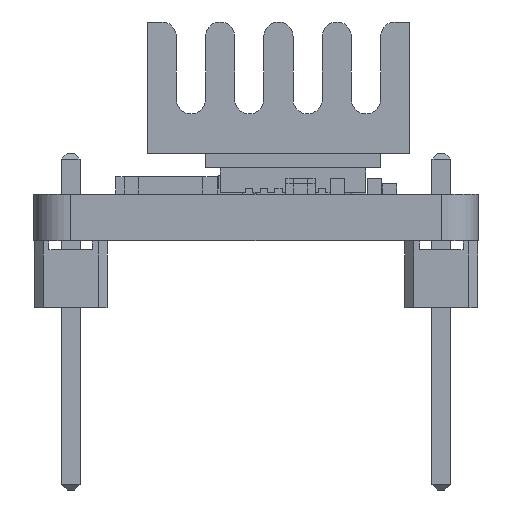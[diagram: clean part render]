
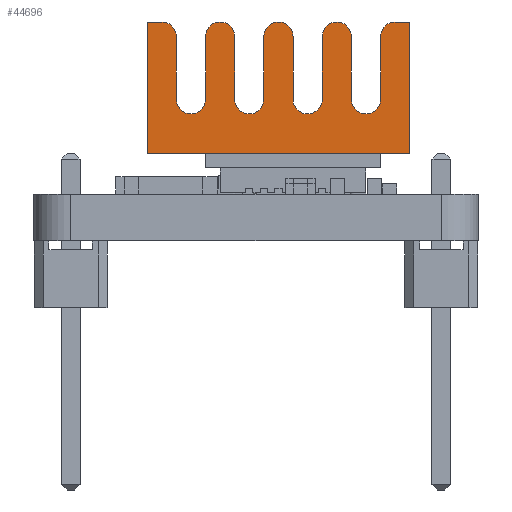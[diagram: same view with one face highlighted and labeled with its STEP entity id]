
A CAD part, left-side view. The second image highlights one B-rep face of the part: STEP entity #44696.
In plain terms, the highlighted face is planar.
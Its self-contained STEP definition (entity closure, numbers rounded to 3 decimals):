
#43836=DIRECTION('',(0.,1.,0.));
#43837=VECTOR('',#43836,4.5);
#43838=CARTESIAN_POINT('',(4.5,0.5,-4.5));
#43839=LINE('',#43838,#43837);
#43843=DIRECTION('',(-1.,0.,0.));
#43844=VECTOR('',#43843,9.);
#43845=CARTESIAN_POINT('',(4.5,0.5,-4.5));
#43846=LINE('',#43845,#43844);
#43850=DIRECTION('',(1.,0.,0.));
#43851=VECTOR('',#43850,0.5);
#43852=CARTESIAN_POINT('',(4.,5.,-4.5));
#43853=LINE('',#43852,#43851);
#43857=CARTESIAN_POINT('',(4.,4.5,-4.5));
#43858=DIRECTION('',(0.,0.,-1.));
#43859=DIRECTION('',(-1.,0.,0.));
#43860=AXIS2_PLACEMENT_3D('',#43857,#43858,#43859);
#43865=CARTESIAN_POINT('',(3.,2.35,-4.5));
#43866=DIRECTION('',(0.,0.,1.));
#43867=DIRECTION('',(0.,-1.,0.));
#43868=AXIS2_PLACEMENT_3D('',#43865,#43866,#43867);
#43873=CARTESIAN_POINT('',(3.,2.35,-4.5));
#43874=DIRECTION('',(0.,0.,1.));
#43875=DIRECTION('',(-1.,0.,0.));
#43876=AXIS2_PLACEMENT_3D('',#43873,#43874,#43875);
#43881=DIRECTION('',(0.,-1.,0.));
#43882=VECTOR('',#43881,2.15);
#43883=CARTESIAN_POINT('',(2.5,4.5,-4.5));
#43884=LINE('',#43883,#43882);
#43888=CARTESIAN_POINT('',(2.,4.5,-4.5));
#43889=DIRECTION('',(0.,0.,-1.));
#43890=DIRECTION('',(0.,1.,0.));
#43891=AXIS2_PLACEMENT_3D('',#43888,#43889,#43890);
#43896=CARTESIAN_POINT('',(2.,4.5,-4.5));
#43897=DIRECTION('',(0.,0.,-1.));
#43898=DIRECTION('',(-1.,0.,0.));
#43899=AXIS2_PLACEMENT_3D('',#43896,#43897,#43898);
#43904=CARTESIAN_POINT('',(1.,2.35,-4.5));
#43905=DIRECTION('',(0.,0.,1.));
#43906=DIRECTION('',(0.,-1.,0.));
#43907=AXIS2_PLACEMENT_3D('',#43904,#43905,#43906);
#43912=CARTESIAN_POINT('',(1.,2.35,-4.5));
#43913=DIRECTION('',(0.,0.,1.));
#43914=DIRECTION('',(-1.,0.,0.));
#43915=AXIS2_PLACEMENT_3D('',#43912,#43913,#43914);
#43920=DIRECTION('',(0.,-1.,0.));
#43921=VECTOR('',#43920,2.15);
#43922=CARTESIAN_POINT('',(0.5,4.5,-4.5));
#43923=LINE('',#43922,#43921);
#43927=CARTESIAN_POINT('',(0.,4.5,-4.5));
#43928=DIRECTION('',(0.,0.,-1.));
#43929=DIRECTION('',(0.,1.,0.));
#43930=AXIS2_PLACEMENT_3D('',#43927,#43928,#43929);
#43935=CARTESIAN_POINT('',(0.,4.5,-4.5));
#43936=DIRECTION('',(0.,0.,-1.));
#43937=DIRECTION('',(-1.,0.,0.));
#43938=AXIS2_PLACEMENT_3D('',#43935,#43936,#43937);
#43943=CARTESIAN_POINT('',(-1.,2.35,-4.5));
#43944=DIRECTION('',(0.,0.,1.));
#43945=DIRECTION('',(0.,-1.,0.));
#43946=AXIS2_PLACEMENT_3D('',#43943,#43944,#43945);
#43951=CARTESIAN_POINT('',(-1.,2.35,-4.5));
#43952=DIRECTION('',(0.,0.,1.));
#43953=DIRECTION('',(-1.,0.,0.));
#43954=AXIS2_PLACEMENT_3D('',#43951,#43952,#43953);
#43959=DIRECTION('',(0.,-1.,0.));
#43960=VECTOR('',#43959,2.15);
#43961=CARTESIAN_POINT('',(-1.5,4.5,-4.5));
#43962=LINE('',#43961,#43960);
#43966=CARTESIAN_POINT('',(-2.,4.5,-4.5));
#43967=DIRECTION('',(0.,0.,-1.));
#43968=DIRECTION('',(0.,1.,0.));
#43969=AXIS2_PLACEMENT_3D('',#43966,#43967,#43968);
#43974=CARTESIAN_POINT('',(-2.,4.5,-4.5));
#43975=DIRECTION('',(0.,0.,-1.));
#43976=DIRECTION('',(-1.,0.,0.));
#43977=AXIS2_PLACEMENT_3D('',#43974,#43975,#43976);
#43982=CARTESIAN_POINT('',(-3.,2.35,-4.5));
#43983=DIRECTION('',(0.,0.,1.));
#43984=DIRECTION('',(0.,-1.,0.));
#43985=AXIS2_PLACEMENT_3D('',#43982,#43983,#43984);
#43990=CARTESIAN_POINT('',(-3.,2.35,-4.5));
#43991=DIRECTION('',(0.,0.,1.));
#43992=DIRECTION('',(-1.,0.,0.));
#43993=AXIS2_PLACEMENT_3D('',#43990,#43991,#43992);
#43998=DIRECTION('',(0.,-1.,0.));
#43999=VECTOR('',#43998,2.15);
#44000=CARTESIAN_POINT('',(-3.5,4.5,-4.5));
#44001=LINE('',#44000,#43999);
#44005=CARTESIAN_POINT('',(-4.,4.5,-4.5));
#44006=DIRECTION('',(0.,0.,-1.));
#44007=DIRECTION('',(0.,1.,0.));
#44008=AXIS2_PLACEMENT_3D('',#44005,#44006,#44007);
#44013=DIRECTION('',(1.,0.,0.));
#44014=VECTOR('',#44013,0.5);
#44015=CARTESIAN_POINT('',(-4.5,5.,-4.5));
#44016=LINE('',#44015,#44014);
#44020=DIRECTION('',(0.,1.,0.));
#44021=VECTOR('',#44020,4.5);
#44022=CARTESIAN_POINT('',(-4.5,0.5,-4.5));
#44023=LINE('',#44022,#44021);
#44041=DIRECTION('',(0.,-1.,0.));
#44042=VECTOR('',#44041,2.15);
#44043=CARTESIAN_POINT('',(3.5,4.5,-4.5));
#44044=LINE('',#44043,#44042);
#44097=DIRECTION('',(0.,-1.,0.));
#44098=VECTOR('',#44097,2.15);
#44099=CARTESIAN_POINT('',(1.5,4.5,-4.5));
#44100=LINE('',#44099,#44098);
#44153=DIRECTION('',(0.,-1.,0.));
#44154=VECTOR('',#44153,2.15);
#44155=CARTESIAN_POINT('',(-0.5,4.5,-4.5));
#44156=LINE('',#44155,#44154);
#44188=DIRECTION('',(0.,-1.,0.));
#44189=VECTOR('',#44188,2.15);
#44190=CARTESIAN_POINT('',(-2.5,4.5,-4.5));
#44191=LINE('',#44190,#44189);
#44318=CARTESIAN_POINT('',(1.,1.85,-4.5));
#44320=VERTEX_POINT('',#44318);
#44326=CARTESIAN_POINT('',(3.5,4.5,-4.5));
#44328=VERTEX_POINT('',#44326);
#44331=CARTESIAN_POINT('',(-2.5,2.35,-4.5));
#44333=VERTEX_POINT('',#44331);
#44334=CARTESIAN_POINT('',(0.,5.,-4.5));
#44335=CARTESIAN_POINT('',(0.5,4.5,-4.5));
#44336=VERTEX_POINT('',#44334);
#44337=VERTEX_POINT('',#44335);
#44338=CARTESIAN_POINT('',(-2.5,4.5,-4.5));
#44340=VERTEX_POINT('',#44338);
#44346=CARTESIAN_POINT('',(-1.5,2.35,-4.5));
#44347=CARTESIAN_POINT('',(-1.,1.85,-4.5));
#44348=VERTEX_POINT('',#44346);
#44349=VERTEX_POINT('',#44347);
#44354=CARTESIAN_POINT('',(3.5,2.35,-4.5));
#44355=VERTEX_POINT('',#44354);
#44356=CARTESIAN_POINT('',(-2.,5.,-4.5));
#44357=VERTEX_POINT('',#44356);
#44358=CARTESIAN_POINT('',(-0.5,4.5,-4.5));
#44359=CARTESIAN_POINT('',(-0.5,2.35,-4.5));
#44360=VERTEX_POINT('',#44358);
#44361=VERTEX_POINT('',#44359);
#44370=CARTESIAN_POINT('',(1.5,4.5,-4.5));
#44371=CARTESIAN_POINT('',(2.,5.,-4.5));
#44372=VERTEX_POINT('',#44370);
#44373=VERTEX_POINT('',#44371);
#44378=CARTESIAN_POINT('',(1.5,2.35,-4.5));
#44379=VERTEX_POINT('',#44378);
#44385=CARTESIAN_POINT('',(4.5,0.5,-4.5));
#44387=VERTEX_POINT('',#44385);
#44388=CARTESIAN_POINT('',(-4.5,0.5,-4.5));
#44390=VERTEX_POINT('',#44388);
#44394=CARTESIAN_POINT('',(-3.5,4.5,-4.5));
#44395=VERTEX_POINT('',#44394);
#44396=CARTESIAN_POINT('',(3.,1.85,-4.5));
#44398=VERTEX_POINT('',#44396);
#44402=CARTESIAN_POINT('',(4.5,5.,-4.5));
#44403=VERTEX_POINT('',#44402);
#44408=CARTESIAN_POINT('',(-1.5,4.5,-4.5));
#44409=VERTEX_POINT('',#44408);
#44417=CARTESIAN_POINT('',(-4.5,5.,-4.5));
#44419=VERTEX_POINT('',#44417);
#44421=CARTESIAN_POINT('',(2.5,4.5,-4.5));
#44423=VERTEX_POINT('',#44421);
#44424=CARTESIAN_POINT('',(0.5,2.35,-4.5));
#44425=VERTEX_POINT('',#44424);
#44428=CARTESIAN_POINT('',(-3.,1.85,-4.5));
#44429=VERTEX_POINT('',#44428);
#44430=CARTESIAN_POINT('',(-3.5,2.35,-4.5));
#44431=VERTEX_POINT('',#44430);
#44432=CARTESIAN_POINT('',(2.5,2.35,-4.5));
#44433=VERTEX_POINT('',#44432);
#44438=CARTESIAN_POINT('',(-4.,5.,-4.5));
#44439=VERTEX_POINT('',#44438);
#44444=CARTESIAN_POINT('',(4.,5.,-4.5));
#44445=VERTEX_POINT('',#44444);
#44636=CARTESIAN_POINT('',(-4.5,5.,-4.5));
#44637=DIRECTION('',(0.,0.,1.));
#44638=DIRECTION('',(1.,0.,0.));
#44639=AXIS2_PLACEMENT_3D('',#44636,#44637,#44638);
#44640=PLANE('',#44639);
#44641=ORIENTED_EDGE('',*,*,#44569,.F.);
#44642=ORIENTED_EDGE('',*,*,#44603,.T.);
#44643=ORIENTED_EDGE('',*,*,#44620,.F.);
#44645=ORIENTED_EDGE('',*,*,#44644,.F.);
#44647=ORIENTED_EDGE('',*,*,#44646,.T.);
#44649=ORIENTED_EDGE('',*,*,#44648,.F.);
#44651=ORIENTED_EDGE('',*,*,#44650,.F.);
#44653=ORIENTED_EDGE('',*,*,#44652,.F.);
#44655=ORIENTED_EDGE('',*,*,#44654,.F.);
#44657=ORIENTED_EDGE('',*,*,#44656,.F.);
#44659=ORIENTED_EDGE('',*,*,#44658,.T.);
#44661=ORIENTED_EDGE('',*,*,#44660,.F.);
#44663=ORIENTED_EDGE('',*,*,#44662,.F.);
#44665=ORIENTED_EDGE('',*,*,#44664,.F.);
#44667=ORIENTED_EDGE('',*,*,#44666,.F.);
#44669=ORIENTED_EDGE('',*,*,#44668,.F.);
#44671=ORIENTED_EDGE('',*,*,#44670,.T.);
#44672=ORIENTED_EDGE('',*,*,#44453,.F.);
#44673=ORIENTED_EDGE('',*,*,#44478,.F.);
#44675=ORIENTED_EDGE('',*,*,#44674,.F.);
#44677=ORIENTED_EDGE('',*,*,#44676,.F.);
#44679=ORIENTED_EDGE('',*,*,#44678,.F.);
#44681=ORIENTED_EDGE('',*,*,#44680,.T.);
#44683=ORIENTED_EDGE('',*,*,#44682,.F.);
#44685=ORIENTED_EDGE('',*,*,#44684,.F.);
#44687=ORIENTED_EDGE('',*,*,#44686,.F.);
#44689=ORIENTED_EDGE('',*,*,#44688,.F.);
#44691=ORIENTED_EDGE('',*,*,#44690,.F.);
#44693=ORIENTED_EDGE('',*,*,#44692,.F.);
#44694=EDGE_LOOP('',(#44641,#44642,#44643,#44645,#44647,#44649,#44651,#44653,
#44655,#44657,#44659,#44661,#44663,#44665,#44667,#44669,#44671,#44672,#44673,
#44675,#44677,#44679,#44681,#44683,#44685,#44687,#44689,#44691,#44693));
#44695=FACE_OUTER_BOUND('',#44694,.F.);
#44696=ADVANCED_FACE('',(#44695),#44640,.F.);
#43861=CIRCLE('',#43860,0.5);
#43869=CIRCLE('',#43868,0.5);
#43877=CIRCLE('',#43876,0.5);
#43892=CIRCLE('',#43891,0.5);
#43900=CIRCLE('',#43899,0.5);
#43908=CIRCLE('',#43907,0.5);
#43916=CIRCLE('',#43915,0.5);
#43931=CIRCLE('',#43930,0.5);
#43939=CIRCLE('',#43938,0.5);
#43947=CIRCLE('',#43946,0.5);
#43955=CIRCLE('',#43954,0.5);
#43970=CIRCLE('',#43969,0.5);
#43978=CIRCLE('',#43977,0.5);
#43986=CIRCLE('',#43985,0.5);
#43994=CIRCLE('',#43993,0.5);
#44009=CIRCLE('',#44008,0.5);
#44453=EDGE_CURVE('',#44349,#44361,#43947,.T.);
#44478=EDGE_CURVE('',#44348,#44349,#43955,.T.);
#44569=EDGE_CURVE('',#44387,#44390,#43846,.T.);
#44603=EDGE_CURVE('',#44387,#44403,#43839,.T.);
#44620=EDGE_CURVE('',#44445,#44403,#43853,.T.);
#44644=EDGE_CURVE('',#44328,#44445,#43861,.T.);
#44646=EDGE_CURVE('',#44328,#44355,#44044,.T.);
#44648=EDGE_CURVE('',#44398,#44355,#43869,.T.);
#44650=EDGE_CURVE('',#44433,#44398,#43877,.T.);
#44652=EDGE_CURVE('',#44423,#44433,#43884,.T.);
#44654=EDGE_CURVE('',#44373,#44423,#43892,.T.);
#44656=EDGE_CURVE('',#44372,#44373,#43900,.T.);
#44658=EDGE_CURVE('',#44372,#44379,#44100,.T.);
#44660=EDGE_CURVE('',#44320,#44379,#43908,.T.);
#44662=EDGE_CURVE('',#44425,#44320,#43916,.T.);
#44664=EDGE_CURVE('',#44337,#44425,#43923,.T.);
#44666=EDGE_CURVE('',#44336,#44337,#43931,.T.);
#44668=EDGE_CURVE('',#44360,#44336,#43939,.T.);
#44670=EDGE_CURVE('',#44360,#44361,#44156,.T.);
#44674=EDGE_CURVE('',#44409,#44348,#43962,.T.);
#44676=EDGE_CURVE('',#44357,#44409,#43970,.T.);
#44678=EDGE_CURVE('',#44340,#44357,#43978,.T.);
#44680=EDGE_CURVE('',#44340,#44333,#44191,.T.);
#44682=EDGE_CURVE('',#44429,#44333,#43986,.T.);
#44684=EDGE_CURVE('',#44431,#44429,#43994,.T.);
#44686=EDGE_CURVE('',#44395,#44431,#44001,.T.);
#44688=EDGE_CURVE('',#44439,#44395,#44009,.T.);
#44690=EDGE_CURVE('',#44419,#44439,#44016,.T.);
#44692=EDGE_CURVE('',#44390,#44419,#44023,.T.);
